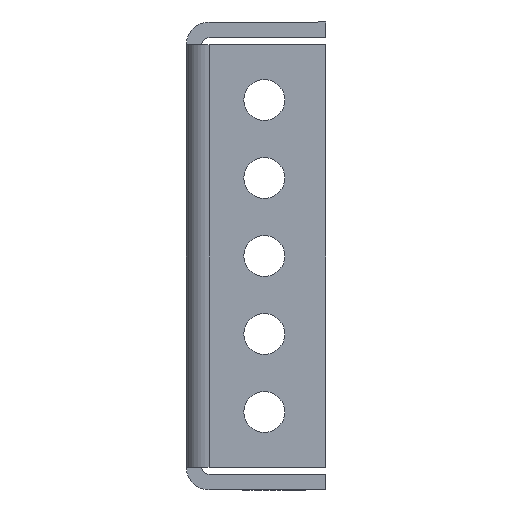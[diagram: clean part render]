
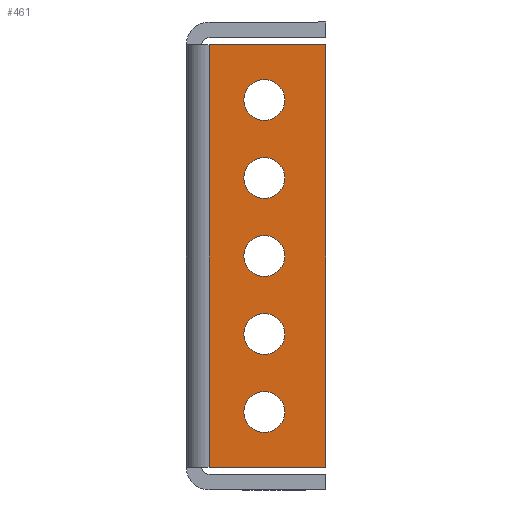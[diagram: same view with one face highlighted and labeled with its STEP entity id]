
A CAD part, left-side view. The second image highlights one B-rep face of the part: STEP entity #461.
In plain terms, the highlighted planar face has unit normal (-1, 0, 0).
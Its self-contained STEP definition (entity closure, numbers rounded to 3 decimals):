
#25 = VERTEX_POINT ( 'NONE', #4060 ) ;
#29 = VERTEX_POINT ( 'NONE', #1296 ) ;
#66 = EDGE_LOOP ( 'NONE', ( #3123, #4013 ) ) ;
#118 = EDGE_CURVE ( 'NONE', #3275, #1187, #630, .T. ) ;
#127 = AXIS2_PLACEMENT_3D ( 'NONE', #3683, #3707, #1432 ) ;
#164 = EDGE_CURVE ( 'NONE', #2803, #357, #3890, .T. ) ;
#266 = EDGE_CURVE ( 'NONE', #29, #742, #930, .T. ) ;
#276 = DIRECTION ( 'NONE',  ( 1., 0., 0. ) ) ;
#281 = DIRECTION ( 'NONE',  ( 0., 1., 0. ) ) ;
#285 = CIRCLE ( 'NONE', #3586, 2.1 ) ;
#293 = CARTESIAN_POINT ( 'NONE',  ( -60.154, -5.9, -30.4 ) ) ;
#317 = DIRECTION ( 'NONE',  ( 0., 1., 0. ) ) ;
#341 = VERTEX_POINT ( 'NONE', #1413 ) ;
#357 = VERTEX_POINT ( 'NONE', #1123 ) ;
#371 = VERTEX_POINT ( 'NONE', #3353 ) ;
#373 = EDGE_CURVE ( 'NONE', #742, #29, #994, .T. ) ;
#441 = DIRECTION ( 'NONE',  ( 0., 0., 1. ) ) ;
#461 = ADVANCED_FACE ( 'NONE', ( #3315, #476, #2169, #647, #4053, #2546 ), #3436, .F. ) ;
#476 = FACE_BOUND ( 'NONE', #1396, .T. ) ;
#496 = CARTESIAN_POINT ( 'NONE',  ( -60.154, -8., -38.4 ) ) ;
#516 = EDGE_CURVE ( 'NONE', #357, #3275, #3127, .T. ) ;
#547 = ORIENTED_EDGE ( 'NONE', *, *, #787, .F. ) ;
#590 = CARTESIAN_POINT ( 'NONE',  ( -60.154, -14.3, -44.063 ) ) ;
#617 = ORIENTED_EDGE ( 'NONE', *, *, #516, .F. ) ;
#630 = LINE ( 'NONE', #3444, #1388 ) ;
#647 = FACE_BOUND ( 'NONE', #3932, .T. ) ;
#674 = CIRCLE ( 'NONE', #3515, 2.1 ) ;
#680 = EDGE_LOOP ( 'NONE', ( #3790, #3973 ) ) ;
#683 = CARTESIAN_POINT ( 'NONE',  ( -60.154, -8., -30.4 ) ) ;
#702 = AXIS2_PLACEMENT_3D ( 'NONE', #683, #3550, #2268 ) ;
#703 = ORIENTED_EDGE ( 'NONE', *, *, #1391, .F. ) ;
#738 = CIRCLE ( 'NONE', #1926, 2.1 ) ;
#742 = VERTEX_POINT ( 'NONE', #3343 ) ;
#775 = CARTESIAN_POINT ( 'NONE',  ( -60.154, -2.337, -0.737 ) ) ;
#780 = CARTESIAN_POINT ( 'NONE',  ( -60.154, -2.337, -0.74 ) ) ;
#782 = CARTESIAN_POINT ( 'NONE',  ( -60.154, -2.337, -0.737 ) ) ;
#787 = EDGE_CURVE ( 'NONE', #2501, #797, #3901, .T. ) ;
#797 = VERTEX_POINT ( 'NONE', #780 ) ;
#822 = CARTESIAN_POINT ( 'NONE',  ( -60.154, -8., -14.4 ) ) ;
#930 = CIRCLE ( 'NONE', #1980, 2.1 ) ;
#954 = EDGE_CURVE ( 'NONE', #3381, #371, #2471, .T. ) ;
#960 = CARTESIAN_POINT ( 'NONE',  ( -60.154, -15., -0.737 ) ) ;
#994 = CIRCLE ( 'NONE', #127, 2.1 ) ;
#1060 = CARTESIAN_POINT ( 'NONE',  ( -60.154, -8., -6.4 ) ) ;
#1069 = CIRCLE ( 'NONE', #2515, 2.1 ) ;
#1077 = EDGE_CURVE ( 'NONE', #797, #2803, #1417, .T. ) ;
#1123 = CARTESIAN_POINT ( 'NONE',  ( -60.154, -14.3, -0.737 ) ) ;
#1187 = VERTEX_POINT ( 'NONE', #2154 ) ;
#1245 = EDGE_CURVE ( 'NONE', #1692, #3030, #1455, .T. ) ;
#1246 = DIRECTION ( 'NONE',  ( 0., 0., -1. ) ) ;
#1249 = AXIS2_PLACEMENT_3D ( 'NONE', #960, #276, #317 ) ;
#1292 = CARTESIAN_POINT ( 'NONE',  ( -60.154, -14.3, -0.737 ) ) ;
#1293 = ORIENTED_EDGE ( 'NONE', *, *, #1077, .F. ) ;
#1296 = CARTESIAN_POINT ( 'NONE',  ( -60.154, -5.9, -22.4 ) ) ;
#1304 = CARTESIAN_POINT ( 'NONE',  ( -60.154, -10.1, -14.4 ) ) ;
#1331 = AXIS2_PLACEMENT_3D ( 'NONE', #2483, #3066, #3712 ) ;
#1388 = VECTOR ( 'NONE', #281, 1000. ) ;
#1391 = EDGE_CURVE ( 'NONE', #1187, #2501, #2898, .T. ) ;
#1396 = EDGE_LOOP ( 'NONE', ( #3280, #1782 ) ) ;
#1412 = CARTESIAN_POINT ( 'NONE',  ( -60.154, -8., -38.4 ) ) ;
#1413 = CARTESIAN_POINT ( 'NONE',  ( -60.154, -5.9, -38.4 ) ) ;
#1417 = LINE ( 'NONE', #775, #2277 ) ;
#1432 = DIRECTION ( 'NONE',  ( 0., 1., 0. ) ) ;
#1449 = DIRECTION ( 'NONE',  ( -1., 0., 0. ) ) ;
#1455 = CIRCLE ( 'NONE', #1331, 2.1 ) ;
#1508 = DIRECTION ( 'NONE',  ( -1., 0., 0. ) ) ;
#1562 = EDGE_CURVE ( 'NONE', #1731, #341, #674, .T. ) ;
#1639 = EDGE_CURVE ( 'NONE', #371, #3381, #1069, .T. ) ;
#1687 = ORIENTED_EDGE ( 'NONE', *, *, #2030, .F. ) ;
#1692 = VERTEX_POINT ( 'NONE', #1698 ) ;
#1698 = CARTESIAN_POINT ( 'NONE',  ( -60.154, -5.9, -14.4 ) ) ;
#1707 = AXIS2_PLACEMENT_3D ( 'NONE', #822, #2407, #3679 ) ;
#1731 = VERTEX_POINT ( 'NONE', #3769 ) ;
#1758 = DIRECTION ( 'NONE',  ( 0., 1., 0. ) ) ;
#1760 = DIRECTION ( 'NONE',  ( -1., 0., 0. ) ) ;
#1782 = ORIENTED_EDGE ( 'NONE', *, *, #373, .F. ) ;
#1801 = CIRCLE ( 'NONE', #3251, 2.1 ) ;
#1824 = ORIENTED_EDGE ( 'NONE', *, *, #118, .F. ) ;
#1926 = AXIS2_PLACEMENT_3D ( 'NONE', #1060, #1508, #3094 ) ;
#1952 = DIRECTION ( 'NONE',  ( 0., 1., 0. ) ) ;
#1980 = AXIS2_PLACEMENT_3D ( 'NONE', #2627, #2934, #1952 ) ;
#2030 = EDGE_CURVE ( 'NONE', #2379, #25, #738, .T. ) ;
#2099 = CIRCLE ( 'NONE', #1707, 2.1 ) ;
#2154 = CARTESIAN_POINT ( 'NONE',  ( -60.154, -2.337, -44.063 ) ) ;
#2169 = FACE_BOUND ( 'NONE', #66, .T. ) ;
#2268 = DIRECTION ( 'NONE',  ( 0., 1., 0. ) ) ;
#2277 = VECTOR ( 'NONE', #441, 1000. ) ;
#2379 = VERTEX_POINT ( 'NONE', #3880 ) ;
#2391 = DIRECTION ( 'NONE',  ( 0., 1., 0. ) ) ;
#2407 = DIRECTION ( 'NONE',  ( -1., 0., 0. ) ) ;
#2410 = ORIENTED_EDGE ( 'NONE', *, *, #164, .F. ) ;
#2438 = DIRECTION ( 'NONE',  ( -1., 0., 0. ) ) ;
#2471 = CIRCLE ( 'NONE', #702, 2.1 ) ;
#2483 = CARTESIAN_POINT ( 'NONE',  ( -60.154, -8., -14.4 ) ) ;
#2501 = VERTEX_POINT ( 'NONE', #2719 ) ;
#2515 = AXIS2_PLACEMENT_3D ( 'NONE', #3014, #1449, #1758 ) ;
#2546 = FACE_BOUND ( 'NONE', #3114, .T. ) ;
#2570 = VECTOR ( 'NONE', #1246, 1000. ) ;
#2611 = VECTOR ( 'NONE', #3615, 1000. ) ;
#2627 = CARTESIAN_POINT ( 'NONE',  ( -60.154, -8., -22.4 ) ) ;
#2666 = DIRECTION ( 'NONE',  ( -1., 0., 0. ) ) ;
#2719 = CARTESIAN_POINT ( 'NONE',  ( -60.154, -2.337, -44.06 ) ) ;
#2740 = ORIENTED_EDGE ( 'NONE', *, *, #4058, .F. ) ;
#2748 = EDGE_CURVE ( 'NONE', #3030, #1692, #2099, .T. ) ;
#2803 = VERTEX_POINT ( 'NONE', #782 ) ;
#2898 = LINE ( 'NONE', #3798, #3896 ) ;
#2934 = DIRECTION ( 'NONE',  ( -1., 0., 0. ) ) ;
#2955 = DIRECTION ( 'NONE',  ( 0., -1., 0. ) ) ;
#3014 = CARTESIAN_POINT ( 'NONE',  ( -60.154, -8., -30.4 ) ) ;
#3030 = VERTEX_POINT ( 'NONE', #1304 ) ;
#3063 = CARTESIAN_POINT ( 'NONE',  ( -60.154, -8., -6.4 ) ) ;
#3066 = DIRECTION ( 'NONE',  ( -1., 0., 0. ) ) ;
#3094 = DIRECTION ( 'NONE',  ( 0., 1., 0. ) ) ;
#3114 = EDGE_LOOP ( 'NONE', ( #2740, #1687 ) ) ;
#3123 = ORIENTED_EDGE ( 'NONE', *, *, #954, .F. ) ;
#3127 = LINE ( 'NONE', #1292, #2570 ) ;
#3175 = VECTOR ( 'NONE', #2955, 1000. ) ;
#3251 = AXIS2_PLACEMENT_3D ( 'NONE', #3063, #2438, #4036 ) ;
#3275 = VERTEX_POINT ( 'NONE', #590 ) ;
#3280 = ORIENTED_EDGE ( 'NONE', *, *, #266, .F. ) ;
#3315 = FACE_OUTER_BOUND ( 'NONE', #3744, .T. ) ;
#3343 = CARTESIAN_POINT ( 'NONE',  ( -60.154, -10.1, -22.4 ) ) ;
#3353 = CARTESIAN_POINT ( 'NONE',  ( -60.154, -10.1, -30.4 ) ) ;
#3354 = DIRECTION ( 'NONE',  ( 0., 1., 0. ) ) ;
#3381 = VERTEX_POINT ( 'NONE', #293 ) ;
#3436 = PLANE ( 'NONE',  #1249 ) ;
#3444 = CARTESIAN_POINT ( 'NONE',  ( -60.154, -15., -44.063 ) ) ;
#3515 = AXIS2_PLACEMENT_3D ( 'NONE', #1412, #2666, #2391 ) ;
#3543 = DIRECTION ( 'NONE',  ( 0., 0., 1. ) ) ;
#3550 = DIRECTION ( 'NONE',  ( -1., 0., 0. ) ) ;
#3568 = ORIENTED_EDGE ( 'NONE', *, *, #1562, .F. ) ;
#3586 = AXIS2_PLACEMENT_3D ( 'NONE', #496, #1760, #3354 ) ;
#3587 = CARTESIAN_POINT ( 'NONE',  ( -60.154, -15., -0.737 ) ) ;
#3615 = DIRECTION ( 'NONE',  ( 0., 0., 1. ) ) ;
#3679 = DIRECTION ( 'NONE',  ( 0., 1., 0. ) ) ;
#3683 = CARTESIAN_POINT ( 'NONE',  ( -60.154, -8., -22.4 ) ) ;
#3685 = ORIENTED_EDGE ( 'NONE', *, *, #4050, .F. ) ;
#3707 = DIRECTION ( 'NONE',  ( -1., 0., 0. ) ) ;
#3712 = DIRECTION ( 'NONE',  ( 0., 1., 0. ) ) ;
#3744 = EDGE_LOOP ( 'NONE', ( #617, #2410, #1293, #547, #703, #1824 ) ) ;
#3769 = CARTESIAN_POINT ( 'NONE',  ( -60.154, -10.1, -38.4 ) ) ;
#3790 = ORIENTED_EDGE ( 'NONE', *, *, #1245, .F. ) ;
#3798 = CARTESIAN_POINT ( 'NONE',  ( -60.154, -2.337, -44.062 ) ) ;
#3880 = CARTESIAN_POINT ( 'NONE',  ( -60.154, -10.1, -6.4 ) ) ;
#3890 = LINE ( 'NONE', #3587, #3175 ) ;
#3896 = VECTOR ( 'NONE', #3543, 1000. ) ;
#3901 = LINE ( 'NONE', #3982, #2611 ) ;
#3932 = EDGE_LOOP ( 'NONE', ( #3685, #3568 ) ) ;
#3973 = ORIENTED_EDGE ( 'NONE', *, *, #2748, .F. ) ;
#3982 = CARTESIAN_POINT ( 'NONE',  ( -60.154, -2.337, -44.063 ) ) ;
#4013 = ORIENTED_EDGE ( 'NONE', *, *, #1639, .F. ) ;
#4036 = DIRECTION ( 'NONE',  ( 0., 1., 0. ) ) ;
#4050 = EDGE_CURVE ( 'NONE', #341, #1731, #285, .T. ) ;
#4053 = FACE_BOUND ( 'NONE', #680, .T. ) ;
#4058 = EDGE_CURVE ( 'NONE', #25, #2379, #1801, .T. ) ;
#4060 = CARTESIAN_POINT ( 'NONE',  ( -60.154, -5.9, -6.4 ) ) ;
